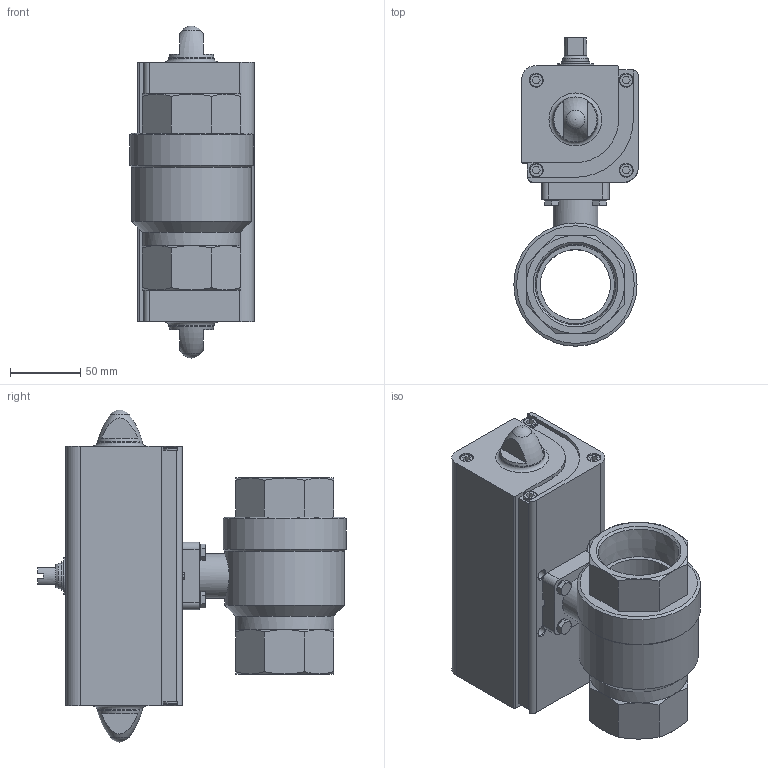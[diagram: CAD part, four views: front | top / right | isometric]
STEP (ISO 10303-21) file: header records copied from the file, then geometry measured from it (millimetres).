
FILE_DESCRIPTION(/* description */ ('STEP AP214'),/* implementation_level */ '2;1');
FILE_NAME(/* name */ '540517_VZPR-BPD-22-R2',/* time_stamp */ '2024-09-14T03:37:26+02:00',/* author */ ('License CC BY-ND 4.0'),/* organization */ ('CADENAS'),/* preprocessor_version */ 'ST-DEVELOPER v19.3',/* originating_system */ 'PARTsolutions',/* authorisation */ ' ');
FILE_SCHEMA (('AP242_MANAGED_MODEL_BASED_3D_ENGINEERING_MIM_LF { 1 0 10303 442 3 1 4 }','AUTOMOTIVE_DESIGN {1 0 10303 214 3 1 1}'));
Length unit declared in the file: millimetre
Products named in the file (7): 540517 VZPR-BPD-22-R2; 533420 DAPS-0106-090-R-F0507---(1); 533420 DAPS-0106-090-R-F0507---(2); 534309 VAPB-2-F-25-F05---(25 V); 8082123 DARQ-R-A-S17-S14-17; 690067 S 6 A2; Hexagon bolt DIN 933 - M6x18
Assembly tree (12 placements, depth 2):
  540517 VZPR-BPD-22-R2
    533420 DAPS-0106-090-R-F0507---(1)
    533420 DAPS-0106-090-R-F0507---(2)
    534309 VAPB-2-F-25-F05---(25 V)
    8082123 DARQ-R-A-S17-S14-17
    690067 S 6 A2  x4
    Hexagon bolt DIN 933 - M6x18  x4
Bounding box: 88.8 x 220.3 x 237.1 mm (x, y, z)
Volume: 1691756.6 mm3; surface area: 178328.3 mm2
Topology: 12 solids, 12 shells, 503 faces, 1230 edges, 778 vertices
Faces by surface type: plane 263, cone 111, cylinder 109, torus 18, sphere 2
Full cylindrical faces by diameter (mm): 4.134 x9, 4.917 x5, 6 x4, 6.4 x4, 6.647 x4, 8.566 x2, 8.88 x4, 10 x12, 18 x1, 20.5 x1, 26 x2, 32 x1, 34 x2, 50 x1, 70 x1, 85.5 x1, 88 x1
Entity records: 12353 total; most frequent: CARTESIAN_POINT 2373, DIRECTION 2030, ORIENTED_EDGE 1854, EDGE_CURVE 927, AXIS2_PLACEMENT_3D 740, VERTEX_POINT 669, FACE_BOUND 608, EDGE_LOOP 588
